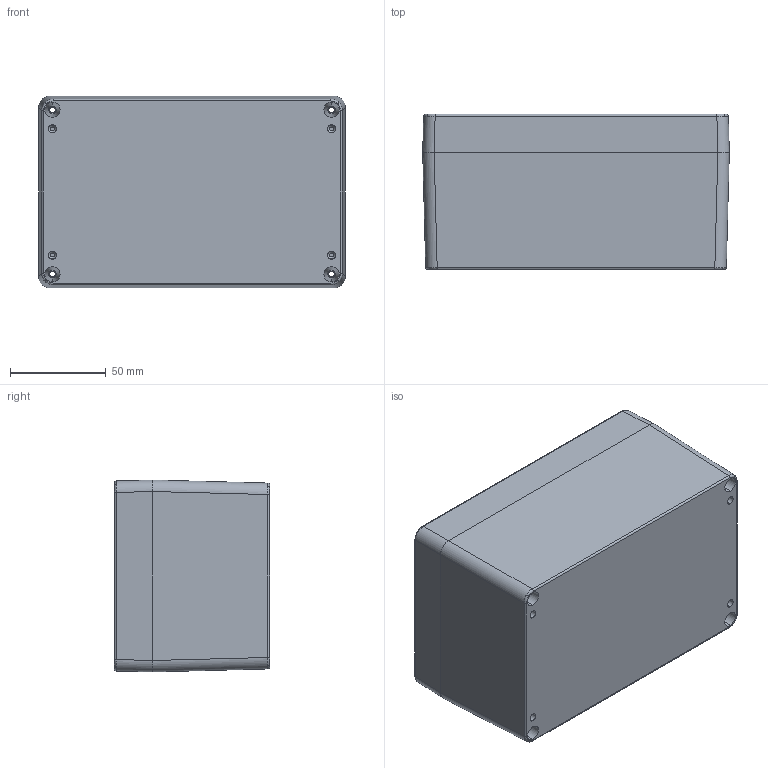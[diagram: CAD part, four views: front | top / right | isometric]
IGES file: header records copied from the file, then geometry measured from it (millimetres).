
Global section: file name: No Iges File Name specified; native system: Autodesk Inventor 2010; preprocessor: AutoDesk Inventor Iges Exporter R2010; author: tcook; date: 20091117.111324; units: millimetre
Bounding box: 160.4 x 81.2 x 100.4 mm (x, y, z)
Volume: 294550.5 mm3; surface area: 155893.7 mm2
Topology: 3 solids, 3 shells, 1093 faces, 2712 edges, 1680 vertices
Faces by surface type: plane 297, bspline 280, revolution 274, cylinder 110, torus 92, cone 40
